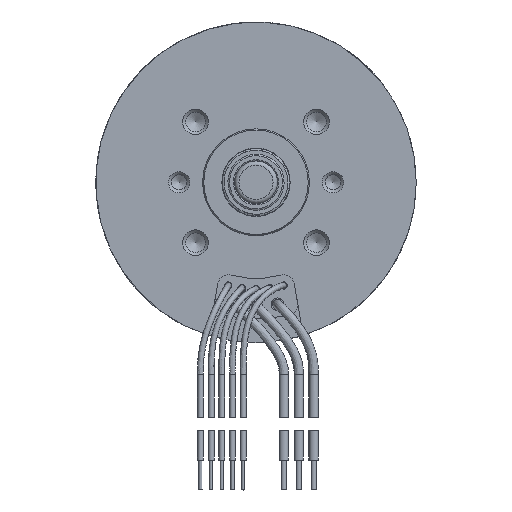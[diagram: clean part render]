
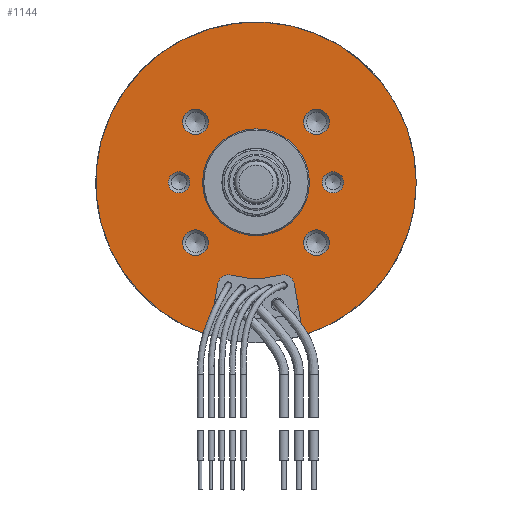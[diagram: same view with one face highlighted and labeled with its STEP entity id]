
A CAD part, left-side view. The second image highlights one B-rep face of the part: STEP entity #1144.
In plain terms, the highlighted planar face has unit normal (-1, 0, 0).
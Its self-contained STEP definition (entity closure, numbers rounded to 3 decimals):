
#1144=ADVANCED_FACE('',(#1971,#1972,#1973,#1974,#1975,#1976,#1977,#1978),
#1611,.F.);
#1611=PLANE('',#8493);
#1971=FACE_BOUND('',#2776,.T.);
#1972=FACE_BOUND('',#2777,.T.);
#1973=FACE_BOUND('',#2778,.T.);
#1974=FACE_BOUND('',#2779,.T.);
#1975=FACE_BOUND('',#2780,.T.);
#1976=FACE_BOUND('',#2781,.T.);
#1977=FACE_BOUND('',#2782,.T.);
#1978=FACE_BOUND('',#2783,.T.);
#2776=EDGE_LOOP('',(#4573));
#2777=EDGE_LOOP('',(#4574));
#2778=EDGE_LOOP('',(#4575));
#2779=EDGE_LOOP('',(#4576));
#2780=EDGE_LOOP('',(#4577));
#2781=EDGE_LOOP('',(#4578));
#2782=EDGE_LOOP('',(#4579,#4580,#4581,#4582,#4583,#4584));
#2783=EDGE_LOOP('',(#4585));
#3587=CIRCLE('',#8481,12.5);
#3588=CIRCLE('',#8483,3.);
#3589=CIRCLE('',#8484,3.);
#3590=CIRCLE('',#8485,3.);
#3591=CIRCLE('',#8486,3.);
#3592=CIRCLE('',#8487,2.5);
#3593=CIRCLE('',#8488,2.5);
#3594=CIRCLE('',#8489,37.5);
#3595=CIRCLE('',#8490,2.5);
#3596=CIRCLE('',#8491,22.502);
#3597=CIRCLE('',#8492,2.5);
#4573=ORIENTED_EDGE('',*,*,#6801,.T.);
#4574=ORIENTED_EDGE('',*,*,#6802,.T.);
#4575=ORIENTED_EDGE('',*,*,#6803,.T.);
#4576=ORIENTED_EDGE('',*,*,#6804,.T.);
#4577=ORIENTED_EDGE('',*,*,#6805,.T.);
#4578=ORIENTED_EDGE('',*,*,#6806,.T.);
#4579=ORIENTED_EDGE('',*,*,#6807,.F.);
#4580=ORIENTED_EDGE('',*,*,#6808,.F.);
#4581=ORIENTED_EDGE('',*,*,#6809,.F.);
#4582=ORIENTED_EDGE('',*,*,#6810,.F.);
#4583=ORIENTED_EDGE('',*,*,#6811,.F.);
#4584=ORIENTED_EDGE('',*,*,#6812,.F.);
#4585=ORIENTED_EDGE('',*,*,#6800,.T.);
#5988=VERTEX_POINT('',#12926);
#5989=VERTEX_POINT('',#12929);
#5990=VERTEX_POINT('',#12931);
#5991=VERTEX_POINT('',#12933);
#5992=VERTEX_POINT('',#12935);
#5993=VERTEX_POINT('',#12937);
#5994=VERTEX_POINT('',#12939);
#5995=VERTEX_POINT('',#12941);
#5996=VERTEX_POINT('',#12942);
#5997=VERTEX_POINT('',#12944);
#5998=VERTEX_POINT('',#12946);
#5999=VERTEX_POINT('',#12948);
#6000=VERTEX_POINT('',#12950);
#6800=EDGE_CURVE('',#5988,#5988,#3587,.T.);
#6801=EDGE_CURVE('',#5989,#5989,#3588,.T.);
#6802=EDGE_CURVE('',#5990,#5990,#3589,.T.);
#6803=EDGE_CURVE('',#5991,#5991,#3590,.T.);
#6804=EDGE_CURVE('',#5992,#5992,#3591,.T.);
#6805=EDGE_CURVE('',#5993,#5993,#3592,.T.);
#6806=EDGE_CURVE('',#5994,#5994,#3593,.T.);
#6807=EDGE_CURVE('',#5995,#5996,#3594,.T.);
#6808=EDGE_CURVE('',#5997,#5995,#7612,.T.);
#6809=EDGE_CURVE('',#5998,#5997,#3595,.T.);
#6810=EDGE_CURVE('',#5999,#5998,#3596,.T.);
#6811=EDGE_CURVE('',#6000,#5999,#3597,.T.);
#6812=EDGE_CURVE('',#5996,#6000,#7613,.T.);
#7612=LINE('',#12943,#7965);
#7613=LINE('',#12951,#7966);
#7965=VECTOR('',#10041,1.);
#7966=VECTOR('',#10048,1.);
#8481=AXIS2_PLACEMENT_3D('',#12925,#10023,#10024);
#8483=AXIS2_PLACEMENT_3D('',#12928,#10027,#10028);
#8484=AXIS2_PLACEMENT_3D('',#12930,#10029,#10030);
#8485=AXIS2_PLACEMENT_3D('',#12932,#10031,#10032);
#8486=AXIS2_PLACEMENT_3D('',#12934,#10033,#10034);
#8487=AXIS2_PLACEMENT_3D('',#12936,#10035,#10036);
#8488=AXIS2_PLACEMENT_3D('',#12938,#10037,#10038);
#8489=AXIS2_PLACEMENT_3D('',#12940,#10039,#10040);
#8490=AXIS2_PLACEMENT_3D('',#12945,#10042,#10043);
#8491=AXIS2_PLACEMENT_3D('',#12947,#10044,#10045);
#8492=AXIS2_PLACEMENT_3D('',#12949,#10046,#10047);
#8493=AXIS2_PLACEMENT_3D('',#12952,#10049,#10050);
#10023=DIRECTION('',(1.,0.,0.));
#10024=DIRECTION('',(0.,-1.,0.));
#10027=DIRECTION('',(1.,0.,0.));
#10028=DIRECTION('',(0.,0.,-1.));
#10029=DIRECTION('',(1.,0.,0.));
#10030=DIRECTION('',(0.,1.,0.));
#10031=DIRECTION('',(1.,0.,0.));
#10032=DIRECTION('',(0.,0.,1.));
#10033=DIRECTION('',(1.,0.,0.));
#10034=DIRECTION('',(0.,-1.,0.));
#10035=DIRECTION('',(1.,0.,0.));
#10036=DIRECTION('',(0.,-1.,0.));
#10037=DIRECTION('',(1.,0.,0.));
#10038=DIRECTION('',(0.,-1.,0.));
#10039=DIRECTION('',(1.,0.,0.));
#10040=DIRECTION('',(0.,-1.,0.));
#10041=DIRECTION('',(0.,0.174,-0.985));
#10042=DIRECTION('',(-1.,0.,0.));
#10043=DIRECTION('',(0.,-1.,0.));
#10044=DIRECTION('',(1.,0.,0.));
#10045=DIRECTION('',(0.,1.,0.));
#10046=DIRECTION('',(-1.,0.,0.));
#10047=DIRECTION('',(0.,1.,0.));
#10048=DIRECTION('',(0.,0.174,0.985));
#10049=DIRECTION('',(1.,0.,0.));
#10050=DIRECTION('',(0.,-1.,0.));
#12925=CARTESIAN_POINT('',(-151.5,0.,0.));
#12926=CARTESIAN_POINT('',(-151.5,-12.5,0.));
#12928=CARTESIAN_POINT('',(-151.5,14.142,-14.142));
#12929=CARTESIAN_POINT('',(-151.5,14.142,-17.142));
#12930=CARTESIAN_POINT('',(-151.5,14.142,14.142));
#12931=CARTESIAN_POINT('',(-151.5,17.142,14.142));
#12932=CARTESIAN_POINT('',(-151.5,-14.142,14.142));
#12933=CARTESIAN_POINT('',(-151.5,-14.142,17.142));
#12934=CARTESIAN_POINT('',(-151.5,-14.142,-14.142));
#12935=CARTESIAN_POINT('',(-151.5,-17.142,-14.142));
#12936=CARTESIAN_POINT('',(-151.5,18.,0.));
#12937=CARTESIAN_POINT('',(-151.5,15.5,0.));
#12938=CARTESIAN_POINT('',(-151.5,-18.,0.));
#12939=CARTESIAN_POINT('',(-151.5,-20.5,0.));
#12940=CARTESIAN_POINT('',(-151.5,0.,0.));
#12941=CARTESIAN_POINT('',(-151.5,11.068,-35.829));
#12942=CARTESIAN_POINT('',(-151.5,-11.068,-35.829));
#12943=CARTESIAN_POINT('',(-151.5,8.932,-23.716));
#12944=CARTESIAN_POINT('',(-151.5,8.932,-23.716));
#12945=CARTESIAN_POINT('',(-151.5,6.47,-24.15));
#12946=CARTESIAN_POINT('',(-151.5,5.823,-21.735));
#12947=CARTESIAN_POINT('',(-151.5,0.,0.));
#12948=CARTESIAN_POINT('',(-151.5,-5.823,-21.735));
#12949=CARTESIAN_POINT('',(-151.5,-6.47,-24.15));
#12950=CARTESIAN_POINT('',(-151.5,-8.932,-23.716));
#12951=CARTESIAN_POINT('',(-151.5,-11.155,-36.326));
#12952=CARTESIAN_POINT('',(-151.5,0.,-12.5));
